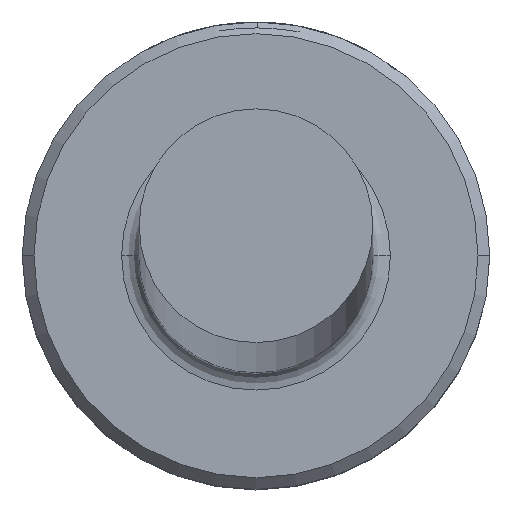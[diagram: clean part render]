
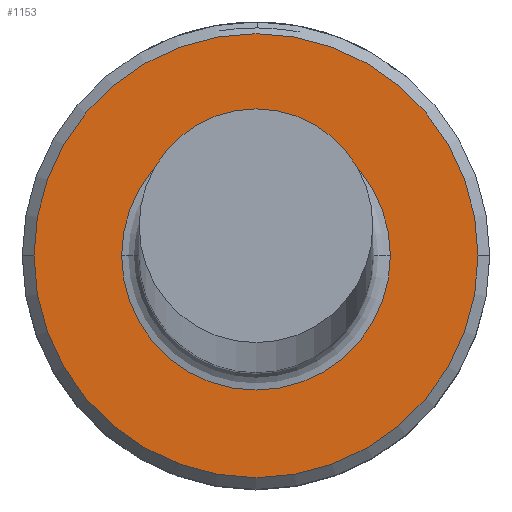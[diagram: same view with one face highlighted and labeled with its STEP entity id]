
A CAD part, top view. The second image highlights one B-rep face of the part: STEP entity #1153.
In plain terms, the highlighted planar face has unit normal (0, 0, 1).
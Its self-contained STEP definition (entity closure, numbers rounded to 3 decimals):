
#19 = CARTESIAN_POINT ( 'NONE',  ( 0., 0., 6. ) ) ;
#31 = ORIENTED_EDGE ( 'NONE', *, *, #52, .T. ) ;
#52 = EDGE_CURVE ( 'NONE', #122, #249, #182, .T. ) ;
#83 = CARTESIAN_POINT ( 'NONE',  ( -3.8, 0., 6. ) ) ;
#100 = VERTEX_POINT ( 'NONE', #648 ) ;
#122 = VERTEX_POINT ( 'NONE', #616 ) ;
#126 = DIRECTION ( 'NONE',  ( 0., 0., -1. ) ) ;
#182 = CIRCLE ( 'NONE', #427, 2.3 ) ;
#186 = VERTEX_POINT ( 'NONE', #83 ) ;
#214 = PLANE ( 'NONE',  #806 ) ;
#217 = FACE_BOUND ( 'NONE', #343, .T. ) ;
#226 = CIRCLE ( 'NONE', #1074, 3.8 ) ;
#249 = VERTEX_POINT ( 'NONE', #260 ) ;
#260 = CARTESIAN_POINT ( 'NONE',  ( -2.3, 0., 6. ) ) ;
#273 = FACE_OUTER_BOUND ( 'NONE', #1108, .T. ) ;
#296 = CARTESIAN_POINT ( 'NONE',  ( 0., 0., 6. ) ) ;
#315 = ORIENTED_EDGE ( 'NONE', *, *, #1025, .T. ) ;
#342 = CARTESIAN_POINT ( 'NONE',  ( 0., 0., 6. ) ) ;
#343 = EDGE_LOOP ( 'NONE', ( #315, #31 ) ) ;
#357 = AXIS2_PLACEMENT_3D ( 'NONE', #534, #1150, #623 ) ;
#379 = DIRECTION ( 'NONE',  ( -1., 0., 0. ) ) ;
#391 = DIRECTION ( 'NONE',  ( -1., 0., 0. ) ) ;
#427 = AXIS2_PLACEMENT_3D ( 'NONE', #19, #126, #379 ) ;
#435 = DIRECTION ( 'NONE',  ( 1., 0., 0. ) ) ;
#534 = CARTESIAN_POINT ( 'NONE',  ( 0., 0., 6. ) ) ;
#580 = DIRECTION ( 'NONE',  ( 1., 0., 0. ) ) ;
#616 = CARTESIAN_POINT ( 'NONE',  ( 2.3, 0., 6. ) ) ;
#623 = DIRECTION ( 'NONE',  ( 1., 0., 0. ) ) ;
#648 = CARTESIAN_POINT ( 'NONE',  ( 3.8, 0., 6. ) ) ;
#719 = EDGE_CURVE ( 'NONE', #186, #100, #226, .T. ) ;
#722 = ORIENTED_EDGE ( 'NONE', *, *, #843, .T. ) ;
#763 = CIRCLE ( 'NONE', #357, 3.8 ) ;
#806 = AXIS2_PLACEMENT_3D ( 'NONE', #920, #1106, #580 ) ;
#843 = EDGE_CURVE ( 'NONE', #100, #186, #763, .T. ) ;
#909 = DIRECTION ( 'NONE',  ( 0., 0., -1. ) ) ;
#920 = CARTESIAN_POINT ( 'NONE',  ( 0., 0., 6. ) ) ;
#951 = AXIS2_PLACEMENT_3D ( 'NONE', #296, #909, #391 ) ;
#958 = DIRECTION ( 'NONE',  ( 0., 0., 1. ) ) ;
#983 = CIRCLE ( 'NONE', #951, 2.3 ) ;
#1025 = EDGE_CURVE ( 'NONE', #249, #122, #983, .T. ) ;
#1074 = AXIS2_PLACEMENT_3D ( 'NONE', #342, #958, #435 ) ;
#1105 = ORIENTED_EDGE ( 'NONE', *, *, #719, .T. ) ;
#1106 = DIRECTION ( 'NONE',  ( 0., 0., 1. ) ) ;
#1108 = EDGE_LOOP ( 'NONE', ( #1105, #722 ) ) ;
#1150 = DIRECTION ( 'NONE',  ( 0., 0., 1. ) ) ;
#1153 = ADVANCED_FACE ( 'NONE', ( #273, #217 ), #214, .T. ) ;
